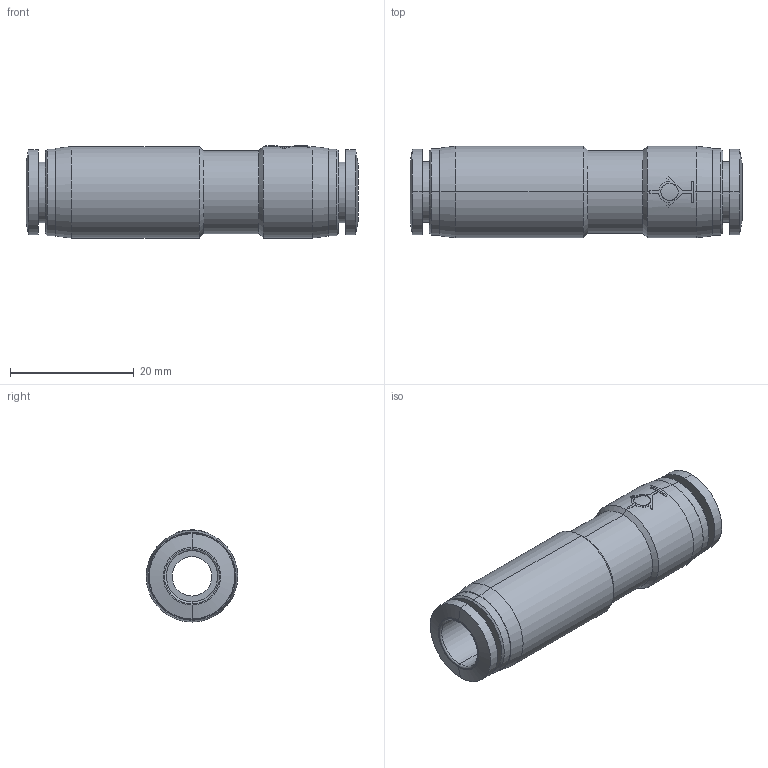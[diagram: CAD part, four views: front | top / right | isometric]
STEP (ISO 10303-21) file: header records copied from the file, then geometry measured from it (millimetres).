
FILE_DESCRIPTION (( 'STEP AP214' ), '1' );
FILE_NAME ('SVU8M.step', '2016-02-24T20:47:31', ( '' ), ( '' ), 'SwSTEP 2.0', 'SolidWorks 2015', '' );
FILE_SCHEMA (( 'AUTOMOTIVE_DESIGN' ));
Length unit declared in the file: inch
Products named in the file (1): SVU8M
Bounding box: 53.7 x 14.8 x 14.9 mm (x, y, z)
Volume: 5945.2 mm3; surface area: 4221.1 mm2
Topology: 1 solids, 1 shells, 76 faces, 173 edges, 108 vertices
Faces by surface type: cylinder 30, plane 26, cone 16, torus 4
Entity records: 3313 total; most frequent: CARTESIAN_POINT 550, DIRECTION 387, ORIENTED_EDGE 346, EDGE_CURVE 173, AXIS2_PLACEMENT_3D 157, VERTEX_POINT 108, EDGE_LOOP 87, CIRCLE 80
